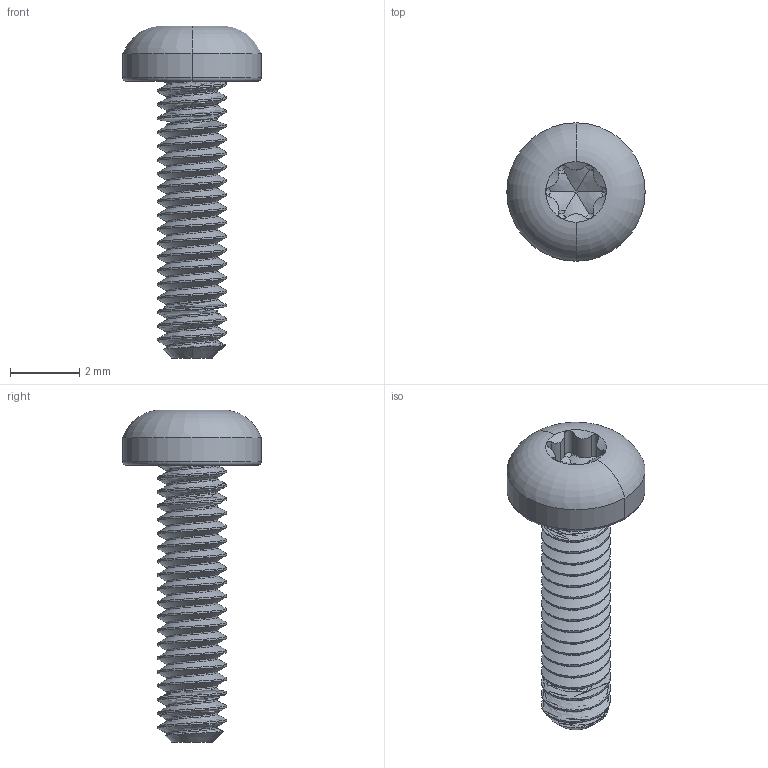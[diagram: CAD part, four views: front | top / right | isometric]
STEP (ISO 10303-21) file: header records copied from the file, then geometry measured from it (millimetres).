
FILE_DESCRIPTION (( 'STEP AP203' ), '1' );
FILE_NAME ('90304A325_Zinc-Plated Steel Pan Head Torx Screws.STEP', '2021-09-01T15:56:43', ( 'Administrator' ), ( 'Managed by Terraform' ), 'SwSTEP 2.0', 'SolidWorks 2017', '' );
FILE_SCHEMA (( 'CONFIG_CONTROL_DESIGN' ));
Length unit declared in the file: millimetre
Products named in the file (1): 90304A325_Zinc-Plated Steel Pan Head Torx Screws
Bounding box: 4 x 4 x 9.6 mm (x, y, z)
Volume: 35 mm3; surface area: 117.7 mm2
Topology: 1 solids, 1 shells, 91 faces, 242 edges, 145 vertices
Faces by surface type: cylinder 56, cone 26, torus 4, bspline 3, plane 2
Entity records: 5115 total; most frequent: CARTESIAN_POINT 3133, ORIENTED_EDGE 466, DIRECTION 335, EDGE_CURVE 233, VERTEX_POINT 145, AXIS2_PLACEMENT_3D 130, EDGE_LOOP 92, ADVANCED_FACE 91
